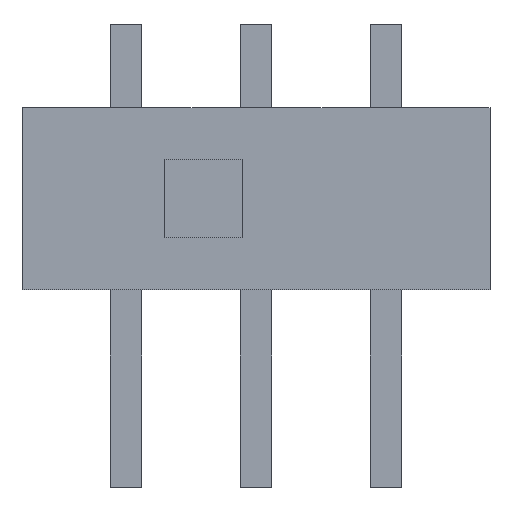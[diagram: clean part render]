
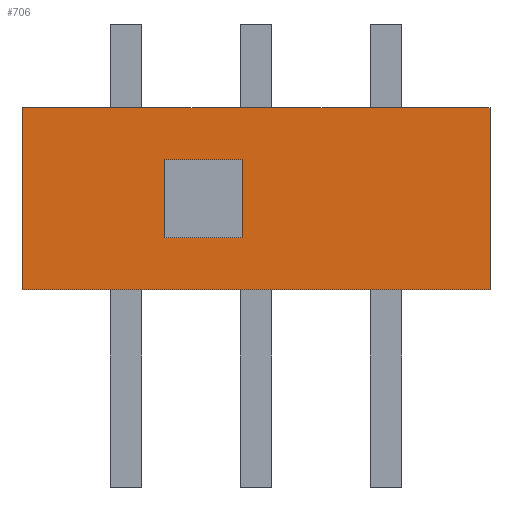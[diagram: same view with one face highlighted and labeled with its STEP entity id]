
A CAD part, front view. The second image highlights one B-rep face of the part: STEP entity #706.
In plain terms, the highlighted planar face has unit normal (0, -1, 0).
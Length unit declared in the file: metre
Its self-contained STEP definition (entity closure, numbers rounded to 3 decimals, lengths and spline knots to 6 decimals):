
#20=ORIENTED_EDGE('',*,*,#212,.F.);
#21=ORIENTED_EDGE('',*,*,#213,.T.);
#22=ORIENTED_EDGE('',*,*,#214,.T.);
#23=ORIENTED_EDGE('',*,*,#215,.F.);
#24=ORIENTED_EDGE('',*,*,#216,.F.);
#25=ORIENTED_EDGE('',*,*,#217,.T.);
#26=ORIENTED_EDGE('',*,*,#218,.T.);
#27=ORIENTED_EDGE('',*,*,#219,.F.);
#212=EDGE_CURVE('',#308,#309,#372,.T.);
#213=EDGE_CURVE('',#308,#310,#373,.T.);
#214=EDGE_CURVE('',#310,#311,#374,.T.);
#215=EDGE_CURVE('',#309,#311,#375,.T.);
#216=EDGE_CURVE('',#312,#313,#376,.T.);
#217=EDGE_CURVE('',#312,#314,#377,.T.);
#218=EDGE_CURVE('',#314,#315,#378,.T.);
#219=EDGE_CURVE('',#313,#315,#379,.T.);
#308=VERTEX_POINT('',#1173);
#309=VERTEX_POINT('',#1174);
#310=VERTEX_POINT('',#1176);
#311=VERTEX_POINT('',#1178);
#312=VERTEX_POINT('',#1181);
#313=VERTEX_POINT('',#1182);
#314=VERTEX_POINT('',#1184);
#315=VERTEX_POINT('',#1186);
#372=LINE('',#1172,#468);
#373=LINE('',#1175,#469);
#374=LINE('',#1177,#470);
#375=LINE('',#1179,#471);
#376=LINE('',#1180,#472);
#377=LINE('',#1183,#473);
#378=LINE('',#1185,#474);
#379=LINE('',#1187,#475);
#468=VECTOR('',#1006,1.);
#469=VECTOR('',#1007,1.);
#470=VECTOR('',#1008,1.);
#471=VECTOR('',#1009,1.);
#472=VECTOR('',#1010,1.);
#473=VECTOR('',#1011,1.);
#474=VECTOR('',#1012,1.);
#475=VECTOR('',#1013,1.);
#564=EDGE_LOOP('',(#20,#21,#22,#23));
#565=EDGE_LOOP('',(#24,#25,#26,#27));
#600=FACE_BOUND('',#564,.T.);
#601=FACE_BOUND('',#565,.T.);
#636=PLANE('',#967);
#706=ADVANCED_FACE('',(#600,#601),#636,.T.);
#967=AXIS2_PLACEMENT_3D('',#1171,#1004,#1005);
#1004=DIRECTION('',(0.,-1.,0.));
#1005=DIRECTION('',(1.,0.,0.));
#1006=DIRECTION('',(1.,0.,0.));
#1007=DIRECTION('',(0.,0.,-1.));
#1008=DIRECTION('',(1.,0.,0.));
#1009=DIRECTION('',(0.,0.,-1.));
#1010=DIRECTION('',(0.,0.,-1.));
#1011=DIRECTION('',(1.,0.,0.));
#1012=DIRECTION('',(0.,0.,-1.));
#1013=DIRECTION('',(1.,0.,0.));
#1171=CARTESIAN_POINT('',(0.,-0.00305,0.00175));
#1172=CARTESIAN_POINT('',(0.,-0.00305,0.0035));
#1173=CARTESIAN_POINT('',(-0.0045,-0.00305,0.0035));
#1174=CARTESIAN_POINT('',(0.0045,-0.00305,0.0035));
#1175=CARTESIAN_POINT('',(-0.0045,-0.00305,0.00175));
#1176=CARTESIAN_POINT('',(-0.0045,-0.00305,0.));
#1177=CARTESIAN_POINT('',(0.,-0.00305,0.));
#1178=CARTESIAN_POINT('',(0.0045,-0.00305,0.));
#1179=CARTESIAN_POINT('',(0.0045,-0.00305,0.00175));
#1180=CARTESIAN_POINT('',(-0.00175,-0.00305,0.00175));
#1181=CARTESIAN_POINT('',(-0.00175,-0.00305,0.0025));
#1182=CARTESIAN_POINT('',(-0.00175,-0.00305,0.001));
#1183=CARTESIAN_POINT('',(-0.001,-0.00305,0.0025));
#1184=CARTESIAN_POINT('',(-0.00025,-0.00305,0.0025));
#1185=CARTESIAN_POINT('',(-0.00025,-0.00305,0.00175));
#1186=CARTESIAN_POINT('',(-0.00025,-0.00305,0.001));
#1187=CARTESIAN_POINT('',(-0.001,-0.00305,0.001));
